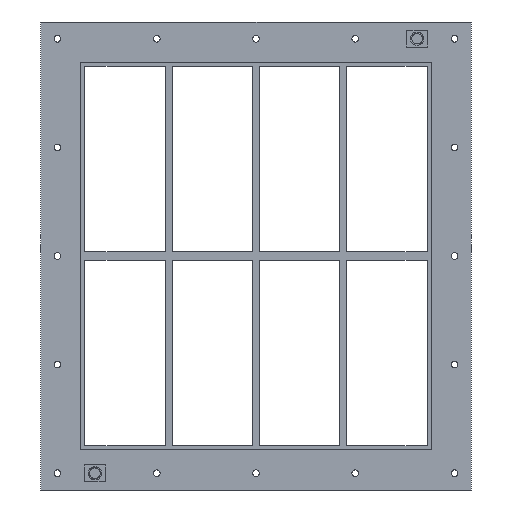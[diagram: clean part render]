
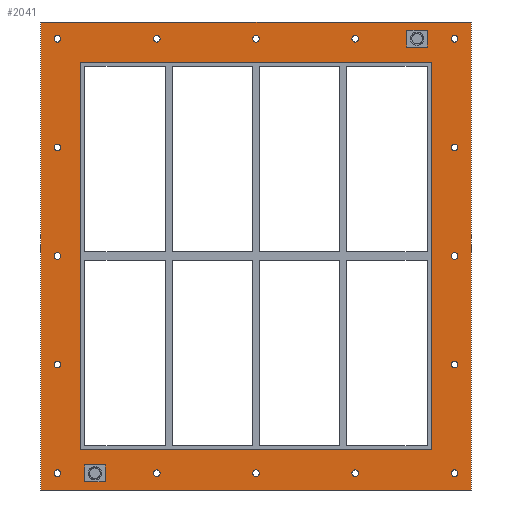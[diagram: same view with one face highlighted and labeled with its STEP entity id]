
A CAD part, front view. The second image highlights one B-rep face of the part: STEP entity #2041.
In plain terms, the highlighted planar face has unit normal (0, -1, 0).
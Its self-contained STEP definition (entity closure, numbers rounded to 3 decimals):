
#84=CARTESIAN_POINT('',(-292.,0.0,-325.0));
#85=VERTEX_POINT('',#84);
#86=CARTESIAN_POINT('',(-297.,0.0,-325.0));
#87=DIRECTION('',(0.0,1.0,0.0));
#88=DIRECTION('',(1.0,0.0,0.0));
#89=AXIS2_PLACEMENT_3D('',#86,#87,#88);
#90=CIRCLE('',#89,5.0);
#91=EDGE_CURVE('',#85,#85,#90,.T.);
#112=CARTESIAN_POINT('',(302.,0.0,-162.5));
#113=VERTEX_POINT('',#112);
#114=CARTESIAN_POINT('',(297.,0.0,-162.5));
#115=DIRECTION('',(0.0,1.0,0.0));
#116=DIRECTION('',(1.0,0.0,0.0));
#117=AXIS2_PLACEMENT_3D('',#114,#115,#116);
#118=CIRCLE('',#117,5.0);
#119=EDGE_CURVE('',#113,#113,#118,.T.);
#140=CARTESIAN_POINT('',(-292.,0.0,-162.5));
#141=VERTEX_POINT('',#140);
#142=CARTESIAN_POINT('',(-297.,0.0,-162.5));
#143=DIRECTION('',(0.0,1.0,0.0));
#144=DIRECTION('',(1.0,0.0,0.0));
#145=AXIS2_PLACEMENT_3D('',#142,#143,#144);
#146=CIRCLE('',#145,5.0);
#147=EDGE_CURVE('',#141,#141,#146,.T.);
#168=CARTESIAN_POINT('',(302.,0.0,0.0));
#169=VERTEX_POINT('',#168);
#170=CARTESIAN_POINT('',(297.,0.0,0.0));
#171=DIRECTION('',(0.0,1.0,0.0));
#172=DIRECTION('',(1.0,0.0,0.0));
#173=AXIS2_PLACEMENT_3D('',#170,#171,#172);
#174=CIRCLE('',#173,5.0);
#175=EDGE_CURVE('',#169,#169,#174,.T.);
#196=CARTESIAN_POINT('',(-292.,0.0,0.0));
#197=VERTEX_POINT('',#196);
#198=CARTESIAN_POINT('',(-297.,0.0,0.0));
#199=DIRECTION('',(0.0,1.0,0.0));
#200=DIRECTION('',(1.0,0.0,0.0));
#201=AXIS2_PLACEMENT_3D('',#198,#199,#200);
#202=CIRCLE('',#201,5.0);
#203=EDGE_CURVE('',#197,#197,#202,.T.);
#224=CARTESIAN_POINT('',(302.,0.0,162.5));
#225=VERTEX_POINT('',#224);
#226=CARTESIAN_POINT('',(297.,0.0,162.5));
#227=DIRECTION('',(0.0,1.0,0.0));
#228=DIRECTION('',(1.0,0.0,0.0));
#229=AXIS2_PLACEMENT_3D('',#226,#227,#228);
#230=CIRCLE('',#229,5.0);
#231=EDGE_CURVE('',#225,#225,#230,.T.);
#252=CARTESIAN_POINT('',(-292.,0.0,162.5));
#253=VERTEX_POINT('',#252);
#254=CARTESIAN_POINT('',(-297.,0.0,162.5));
#255=DIRECTION('',(0.0,1.0,0.0));
#256=DIRECTION('',(1.0,0.0,0.0));
#257=AXIS2_PLACEMENT_3D('',#254,#255,#256);
#258=CIRCLE('',#257,5.0);
#259=EDGE_CURVE('',#253,#253,#258,.T.);
#280=CARTESIAN_POINT('',(-143.5,0.0,325.0));
#281=VERTEX_POINT('',#280);
#282=CARTESIAN_POINT('',(-148.5,0.0,325.0));
#283=DIRECTION('',(0.0,1.0,0.0));
#284=DIRECTION('',(1.0,0.0,0.0));
#285=AXIS2_PLACEMENT_3D('',#282,#283,#284);
#286=CIRCLE('',#285,5.0);
#287=EDGE_CURVE('',#281,#281,#286,.T.);
#308=CARTESIAN_POINT('',(-143.5,0.0,-325.0));
#309=VERTEX_POINT('',#308);
#310=CARTESIAN_POINT('',(-148.5,0.0,-325.0));
#311=DIRECTION('',(0.0,1.0,0.0));
#312=DIRECTION('',(1.0,0.0,0.0));
#313=AXIS2_PLACEMENT_3D('',#310,#311,#312);
#314=CIRCLE('',#313,5.0);
#315=EDGE_CURVE('',#309,#309,#314,.T.);
#336=CARTESIAN_POINT('',(5.,0.0,325.0));
#337=VERTEX_POINT('',#336);
#338=CARTESIAN_POINT('',(0.,0.0,325.0));
#339=DIRECTION('',(0.0,1.0,0.0));
#340=DIRECTION('',(1.0,0.0,0.0));
#341=AXIS2_PLACEMENT_3D('',#338,#339,#340);
#342=CIRCLE('',#341,5.0);
#343=EDGE_CURVE('',#337,#337,#342,.T.);
#364=CARTESIAN_POINT('',(5.,0.0,-325.0));
#365=VERTEX_POINT('',#364);
#366=CARTESIAN_POINT('',(0.,0.0,-325.0));
#367=DIRECTION('',(0.0,1.0,0.0));
#368=DIRECTION('',(1.0,0.0,0.0));
#369=AXIS2_PLACEMENT_3D('',#366,#367,#368);
#370=CIRCLE('',#369,5.0);
#371=EDGE_CURVE('',#365,#365,#370,.T.);
#392=CARTESIAN_POINT('',(153.5,0.0,325.0));
#393=VERTEX_POINT('',#392);
#394=CARTESIAN_POINT('',(148.5,0.0,325.0));
#395=DIRECTION('',(0.0,1.0,0.0));
#396=DIRECTION('',(1.0,0.0,0.0));
#397=AXIS2_PLACEMENT_3D('',#394,#395,#396);
#398=CIRCLE('',#397,5.0);
#399=EDGE_CURVE('',#393,#393,#398,.T.);
#420=CARTESIAN_POINT('',(153.5,0.0,-325.0));
#421=VERTEX_POINT('',#420);
#422=CARTESIAN_POINT('',(148.5,0.0,-325.0));
#423=DIRECTION('',(0.0,1.0,0.0));
#424=DIRECTION('',(1.0,0.0,0.0));
#425=AXIS2_PLACEMENT_3D('',#422,#423,#424);
#426=CIRCLE('',#425,5.0);
#427=EDGE_CURVE('',#421,#421,#426,.T.);
#448=CARTESIAN_POINT('',(302.,0.0,-325.0));
#449=VERTEX_POINT('',#448);
#450=CARTESIAN_POINT('',(297.,0.0,-325.0));
#451=DIRECTION('',(0.0,1.0,0.0));
#452=DIRECTION('',(1.0,0.0,0.0));
#453=AXIS2_PLACEMENT_3D('',#450,#451,#452);
#454=CIRCLE('',#453,5.0);
#455=EDGE_CURVE('',#449,#449,#454,.T.);
#476=CARTESIAN_POINT('',(-292.,0.0,325.0));
#477=VERTEX_POINT('',#476);
#478=CARTESIAN_POINT('',(-297.,0.0,325.0));
#479=DIRECTION('',(0.0,1.0,0.0));
#480=DIRECTION('',(1.0,0.0,0.0));
#481=AXIS2_PLACEMENT_3D('',#478,#479,#480);
#482=CIRCLE('',#481,5.0);
#483=EDGE_CURVE('',#477,#477,#482,.T.);
#504=CARTESIAN_POINT('',(302.,0.0,325.0));
#505=VERTEX_POINT('',#504);
#506=CARTESIAN_POINT('',(297.,0.0,325.0));
#507=DIRECTION('',(0.0,1.0,0.0));
#508=DIRECTION('',(1.0,0.0,0.0));
#509=AXIS2_PLACEMENT_3D('',#506,#507,#508);
#510=CIRCLE('',#509,5.0);
#511=EDGE_CURVE('',#505,#505,#510,.T.);
#1884=CARTESIAN_POINT('',(0.,0.0,0.));
#1885=DIRECTION('',(0.0,1.0,0.0));
#1886=DIRECTION('',(0.0,0.0,1.0));
#1887=AXIS2_PLACEMENT_3D('',#1884,#1885,#1886);
#1888=PLANE('',#1887);
#1889=CARTESIAN_POINT('',(-322.0,0.0,350.));
#1890=VERTEX_POINT('',#1889);
#1891=CARTESIAN_POINT('',(322.,0.0,350.));
#1892=VERTEX_POINT('',#1891);
#1893=CARTESIAN_POINT('',(-322.0,0.0,350.));
#1894=DIRECTION('',(1.0,0.0,0.0));
#1895=VECTOR('',#1894,644.0);
#1896=LINE('',#1893,#1895);
#1897=EDGE_CURVE('',#1890,#1892,#1896,.T.);
#1898=ORIENTED_EDGE('',*,*,#1897,.F.);
#1899=CARTESIAN_POINT('',(-322.0,0.0,-350.0));
#1900=VERTEX_POINT('',#1899);
#1901=CARTESIAN_POINT('',(-322.0,0.0,-350.0));
#1902=DIRECTION('',(0.0,0.0,1.0));
#1903=VECTOR('',#1902,700.0);
#1904=LINE('',#1901,#1903);
#1905=EDGE_CURVE('',#1900,#1890,#1904,.T.);
#1906=ORIENTED_EDGE('',*,*,#1905,.F.);
#1907=CARTESIAN_POINT('',(322.,0.0,-350.0));
#1908=VERTEX_POINT('',#1907);
#1909=CARTESIAN_POINT('',(322.,0.0,-350.0));
#1910=DIRECTION('',(-1.0,0.0,0.0));
#1911=VECTOR('',#1910,644.0);
#1912=LINE('',#1909,#1911);
#1913=EDGE_CURVE('',#1908,#1900,#1912,.T.);
#1914=ORIENTED_EDGE('',*,*,#1913,.F.);
#1915=CARTESIAN_POINT('',(322.,0.0,350.));
#1916=DIRECTION('',(0.0,0.0,-1.0));
#1917=VECTOR('',#1916,700.0);
#1918=LINE('',#1915,#1917);
#1919=EDGE_CURVE('',#1892,#1908,#1918,.T.);
#1920=ORIENTED_EDGE('',*,*,#1919,.F.);
#1921=EDGE_LOOP('',(#1898,#1906,#1914,#1920));
#1922=FACE_OUTER_BOUND('',#1921,.T.);
#1923=ORIENTED_EDGE('',*,*,#91,.T.);
#1924=EDGE_LOOP('',(#1923));
#1925=FACE_BOUND('',#1924,.T.);
#1926=ORIENTED_EDGE('',*,*,#119,.T.);
#1927=EDGE_LOOP('',(#1926));
#1928=FACE_BOUND('',#1927,.T.);
#1929=ORIENTED_EDGE('',*,*,#147,.T.);
#1930=EDGE_LOOP('',(#1929));
#1931=FACE_BOUND('',#1930,.T.);
#1932=ORIENTED_EDGE('',*,*,#175,.T.);
#1933=EDGE_LOOP('',(#1932));
#1934=FACE_BOUND('',#1933,.T.);
#1935=ORIENTED_EDGE('',*,*,#203,.T.);
#1936=EDGE_LOOP('',(#1935));
#1937=FACE_BOUND('',#1936,.T.);
#1938=ORIENTED_EDGE('',*,*,#231,.T.);
#1939=EDGE_LOOP('',(#1938));
#1940=FACE_BOUND('',#1939,.T.);
#1941=ORIENTED_EDGE('',*,*,#259,.T.);
#1942=EDGE_LOOP('',(#1941));
#1943=FACE_BOUND('',#1942,.T.);
#1944=ORIENTED_EDGE('',*,*,#287,.T.);
#1945=EDGE_LOOP('',(#1944));
#1946=FACE_BOUND('',#1945,.T.);
#1947=ORIENTED_EDGE('',*,*,#315,.T.);
#1948=EDGE_LOOP('',(#1947));
#1949=FACE_BOUND('',#1948,.T.);
#1950=ORIENTED_EDGE('',*,*,#343,.T.);
#1951=EDGE_LOOP('',(#1950));
#1952=FACE_BOUND('',#1951,.T.);
#1953=ORIENTED_EDGE('',*,*,#371,.T.);
#1954=EDGE_LOOP('',(#1953));
#1955=FACE_BOUND('',#1954,.T.);
#1956=ORIENTED_EDGE('',*,*,#399,.T.);
#1957=EDGE_LOOP('',(#1956));
#1958=FACE_BOUND('',#1957,.T.);
#1959=ORIENTED_EDGE('',*,*,#427,.T.);
#1960=EDGE_LOOP('',(#1959));
#1961=FACE_BOUND('',#1960,.T.);
#1962=ORIENTED_EDGE('',*,*,#455,.T.);
#1963=EDGE_LOOP('',(#1962));
#1964=FACE_BOUND('',#1963,.T.);
#1965=ORIENTED_EDGE('',*,*,#483,.T.);
#1966=EDGE_LOOP('',(#1965));
#1967=FACE_BOUND('',#1966,.T.);
#1968=ORIENTED_EDGE('',*,*,#511,.T.);
#1969=EDGE_LOOP('',(#1968));
#1970=FACE_BOUND('',#1969,.T.);
#1971=CARTESIAN_POINT('',(-260.0,0.0,290.));
#1972=VERTEX_POINT('',#1971);
#1973=CARTESIAN_POINT('',(-262.0,0.0,288.));
#1974=VERTEX_POINT('',#1973);
#1975=CARTESIAN_POINT('',(-260.0,0.0,288.));
#1976=DIRECTION('',(0.0,-1.0,0.0));
#1977=DIRECTION('',(-0.707,0.0,0.707));
#1978=AXIS2_PLACEMENT_3D('',#1975,#1976,#1977);
#1979=CIRCLE('',#1978,2.0);
#1980=EDGE_CURVE('',#1972,#1974,#1979,.T.);
#1981=ORIENTED_EDGE('',*,*,#1980,.F.);
#1982=CARTESIAN_POINT('',(260.0,0.0,290.));
#1983=VERTEX_POINT('',#1982);
#1984=CARTESIAN_POINT('',(260.0,0.0,290.));
#1985=DIRECTION('',(-1.0,0.0,0.0));
#1986=VECTOR('',#1985,520.0);
#1987=LINE('',#1984,#1986);
#1988=EDGE_CURVE('',#1983,#1972,#1987,.T.);
#1989=ORIENTED_EDGE('',*,*,#1988,.F.);
#1990=CARTESIAN_POINT('',(262.0,0.0,288.));
#1991=VERTEX_POINT('',#1990);
#1992=CARTESIAN_POINT('',(260.0,0.0,288.));
#1993=DIRECTION('',(0.0,-1.0,0.0));
#1994=DIRECTION('',(0.707,0.0,0.707));
#1995=AXIS2_PLACEMENT_3D('',#1992,#1993,#1994);
#1996=CIRCLE('',#1995,2.0);
#1997=EDGE_CURVE('',#1991,#1983,#1996,.T.);
#1998=ORIENTED_EDGE('',*,*,#1997,.F.);
#1999=CARTESIAN_POINT('',(262.0,0.0,-288.));
#2000=VERTEX_POINT('',#1999);
#2001=CARTESIAN_POINT('',(262.0,0.0,-288.));
#2002=DIRECTION('',(0.0,0.0,1.0));
#2003=VECTOR('',#2002,576.);
#2004=LINE('',#2001,#2003);
#2005=EDGE_CURVE('',#2000,#1991,#2004,.T.);
#2006=ORIENTED_EDGE('',*,*,#2005,.F.);
#2007=CARTESIAN_POINT('',(260.0,0.0,-290.));
#2008=VERTEX_POINT('',#2007);
#2009=CARTESIAN_POINT('',(260.0,0.0,-288.));
#2010=DIRECTION('',(0.0,-1.0,0.0));
#2011=DIRECTION('',(0.707,0.0,-0.707));
#2012=AXIS2_PLACEMENT_3D('',#2009,#2010,#2011);
#2013=CIRCLE('',#2012,2.0);
#2014=EDGE_CURVE('',#2008,#2000,#2013,.T.);
#2015=ORIENTED_EDGE('',*,*,#2014,.F.);
#2016=CARTESIAN_POINT('',(-260.0,0.0,-290.));
#2017=VERTEX_POINT('',#2016);
#2018=CARTESIAN_POINT('',(-260.0,0.0,-290.));
#2019=DIRECTION('',(1.0,0.0,0.0));
#2020=VECTOR('',#2019,520.0);
#2021=LINE('',#2018,#2020);
#2022=EDGE_CURVE('',#2017,#2008,#2021,.T.);
#2023=ORIENTED_EDGE('',*,*,#2022,.F.);
#2024=CARTESIAN_POINT('',(-262.0,0.0,-288.));
#2025=VERTEX_POINT('',#2024);
#2026=CARTESIAN_POINT('',(-260.0,0.0,-288.));
#2027=DIRECTION('',(0.0,-1.0,0.0));
#2028=DIRECTION('',(-0.707,0.0,-0.707));
#2029=AXIS2_PLACEMENT_3D('',#2026,#2027,#2028);
#2030=CIRCLE('',#2029,2.0);
#2031=EDGE_CURVE('',#2025,#2017,#2030,.T.);
#2032=ORIENTED_EDGE('',*,*,#2031,.F.);
#2033=CARTESIAN_POINT('',(-262.0,0.0,288.));
#2034=DIRECTION('',(0.0,0.0,-1.0));
#2035=VECTOR('',#2034,576.);
#2036=LINE('',#2033,#2035);
#2037=EDGE_CURVE('',#1974,#2025,#2036,.T.);
#2038=ORIENTED_EDGE('',*,*,#2037,.F.);
#2039=EDGE_LOOP('',(#1981,#1989,#1998,#2006,#2015,#2023,#2032,#2038));
#2040=FACE_BOUND('',#2039,.T.);
#2041=ADVANCED_FACE('',(#1922,#1925,#1928,#1931,#1934,#1937,#1940,#1943,#1946,#1949,#1952,#1955,#1958,#1961,#1964,#1967,#1970,#2040),#1888,.F.);
